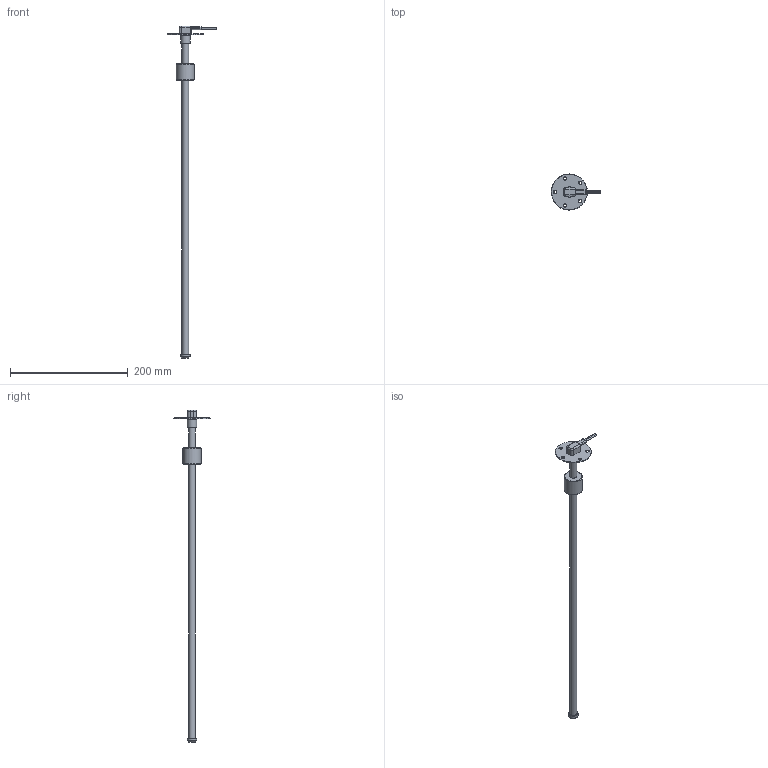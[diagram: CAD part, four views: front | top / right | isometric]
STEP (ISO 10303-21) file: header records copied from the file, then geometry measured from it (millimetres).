
FILE_DESCRIPTION(('FreeCAD Model'),'2;1');
FILE_NAME('Open CASCADE Shape Model','2025-04-26T04:41:03',('FreeCAD'),( 'FreeCAD'),'Open CASCADE STEP processor 7.6','FreeCAD','Unknown');
FILE_SCHEMA(('AUTOMOTIVE_DESIGN { 1 0 10303 214 1 1 1 1 }'));
Length unit declared in the file: millimetre
Products named in the file (1): Open CASCADE STEP translator 7.6 1
Bounding box: 83.94 x 61.24 x 563.12 mm (x, y, z)
Volume: 86518.8 mm3; surface area: 30676.9 mm2
Topology: 3 solids, 3 shells, 65 faces, 138 edges, 85 vertices
Faces by surface type: bspline 65
Entity records: 2066 total; most frequent: CARTESIAN_POINT 1229, ORIENTED_EDGE 276, EDGE_CURVE 138, VERTEX_POINT 85, FACE_BOUND 81, EDGE_LOOP 81, B_SPLINE_CURVE_WITH_KNOTS 68, ADVANCED_FACE 65
